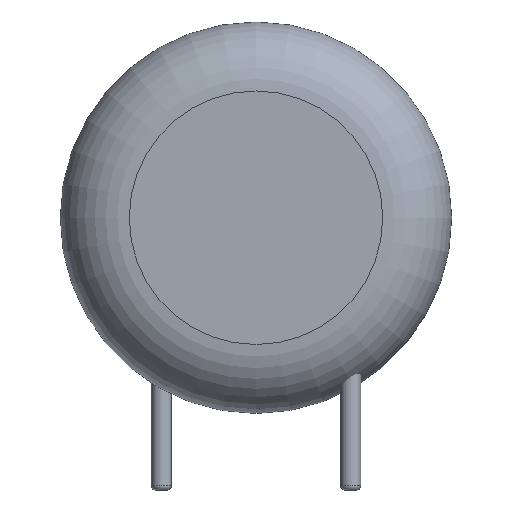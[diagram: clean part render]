
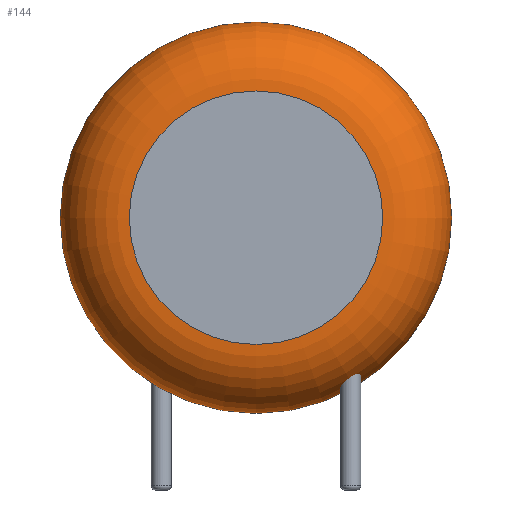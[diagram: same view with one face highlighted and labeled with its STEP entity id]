
A CAD part, front view. The second image highlights one B-rep face of the part: STEP entity #144.
In plain terms, the highlighted toroidal (fillet/blend) face has major radius 5.018 mm and minor radius 2.732 mm.
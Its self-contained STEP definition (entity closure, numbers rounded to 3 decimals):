
#92 = VERTEX_POINT('',#93);
#93 = CARTESIAN_POINT('',(11.5,-1.168,7.78));
#99 = EDGE_CURVE('',#92,#92,#100,.T.);
#100 = CIRCLE('',#101,7.75);
#101 = AXIS2_PLACEMENT_3D('',#102,#103,#104);
#102 = CARTESIAN_POINT('',(3.75,-1.168,7.78));
#103 = DIRECTION('',(0.,-1.,0.));
#104 = DIRECTION('',(1.,0.,0.));
#144 = ADVANCED_FACE('',(#145),#165,.T.);
#145 = FACE_BOUND('',#146,.T.);
#146 = EDGE_LOOP('',(#147,#156,#157,#158));
#147 = ORIENTED_EDGE('',*,*,#148,.F.);
#148 = EDGE_CURVE('',#92,#149,#151,.T.);
#149 = VERTEX_POINT('',#150);
#150 = CARTESIAN_POINT('',(8.768,-3.9,7.78));
#151 = CIRCLE('',#152,2.732);
#152 = AXIS2_PLACEMENT_3D('',#153,#154,#155);
#153 = CARTESIAN_POINT('',(8.768,-1.168,7.78));
#154 = DIRECTION('',(0.,0.,-1.));
#155 = DIRECTION('',(1.,0.,0.));
#156 = ORIENTED_EDGE('',*,*,#99,.T.);
#157 = ORIENTED_EDGE('',*,*,#148,.T.);
#158 = ORIENTED_EDGE('',*,*,#159,.F.);
#159 = EDGE_CURVE('',#149,#149,#160,.T.);
#160 = CIRCLE('',#161,5.018);
#161 = AXIS2_PLACEMENT_3D('',#162,#163,#164);
#162 = CARTESIAN_POINT('',(3.75,-3.9,7.78));
#163 = DIRECTION('',(0.,-1.,0.));
#164 = DIRECTION('',(1.,0.,0.));
#165 = TOROIDAL_SURFACE('',#166,5.018,2.732);
#166 = AXIS2_PLACEMENT_3D('',#167,#168,#169);
#167 = CARTESIAN_POINT('',(3.75,-1.168,7.78));
#168 = DIRECTION('',(0.,-1.,0.));
#169 = DIRECTION('',(1.,0.,0.));
